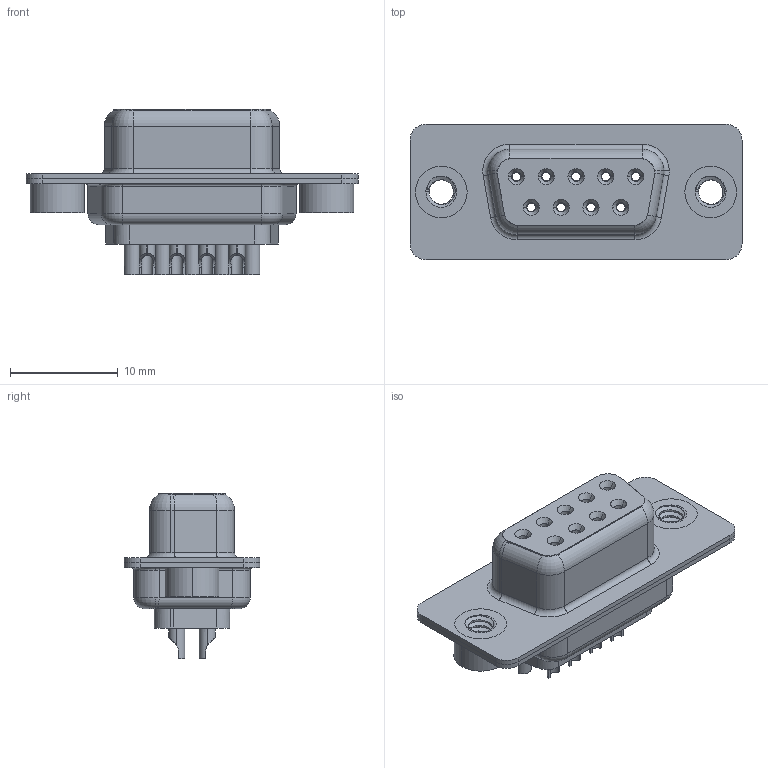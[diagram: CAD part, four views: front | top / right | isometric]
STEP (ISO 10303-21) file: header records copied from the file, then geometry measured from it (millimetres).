
FILE_DESCRIPTION (( 'STEP AP203' ), '1' );
FILE_NAME ('628-009-222-542.STEP', '2018-10-18T19:33:46', ( '' ), ( '' ), 'SwSTEP 2.0', 'SolidWorks 2016', '' );
FILE_SCHEMA (( 'CONFIG_CONTROL_DESIGN' ));
Length unit declared in the file: millimetre
Products named in the file (7): 628 Housing_09 LP; 628 Shell Front_09 Contacts; 628 Shell Rear_09 Contacts; 628 Contact Row 1_22L; 628 Contact Row 2_22L; 628 4-40 Threaded Rivet; 628-009-222-542
Assembly tree (14 placements, depth 2):
  628-009-222-542
    628 Housing_09 LP
    628 Shell Front_09 Contacts
    628 Shell Rear_09 Contacts
    628 Contact Row 1_22L  x5
    628 Contact Row 2_22L  x4
    628 4-40 Threaded Rivet  x2
Bounding box: 30.8 x 12.6 x 15.35 mm (x, y, z)
Volume: 1764 mm3; surface area: 4531.9 mm2
Topology: 14 solids, 14 shells, 1080 faces, 2721 edges, 1707 vertices
Faces by surface type: cylinder 362, plane 256, torus 225, bspline 186, cone 51
Entity records: 19133 total; most frequent: CARTESIAN_POINT 6174, DIRECTION 2573, ORIENTED_EDGE 2506, EDGE_CURVE 1253, AXIS2_PLACEMENT_3D 1064, VERTEX_POINT 786, EDGE_LOOP 583, CIRCLE 575
